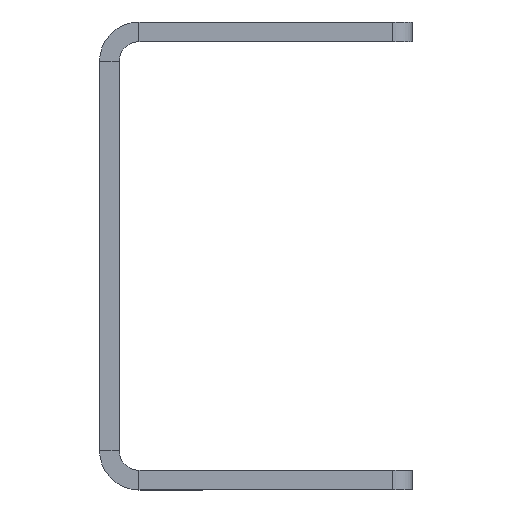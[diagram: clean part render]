
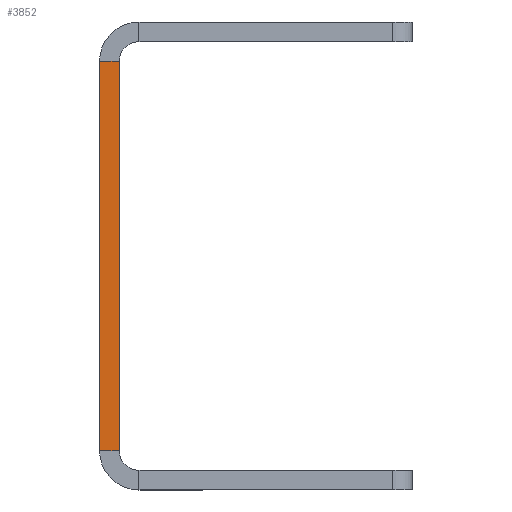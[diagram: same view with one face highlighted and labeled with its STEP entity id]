
A CAD part, left-side view. The second image highlights one B-rep face of the part: STEP entity #3852.
In plain terms, the highlighted planar face has unit normal (-1, 0, 0).
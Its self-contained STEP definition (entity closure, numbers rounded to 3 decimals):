
#88=PLANE('',#4160);
#282=FACE_OUTER_BOUND('',#490,.T.);
#490=EDGE_LOOP('',(#3131,#3132,#3133,#3134));
#878=LINE('',#6058,#1348);
#882=LINE('',#6067,#1352);
#885=LINE('',#6073,#1355);
#886=LINE('',#6074,#1356);
#1348=VECTOR('',#4908,10.);
#1352=VECTOR('',#4920,10.);
#1355=VECTOR('',#4925,10.);
#1356=VECTOR('',#4926,10.);
#1915=VERTEX_POINT('',#6055);
#1916=VERTEX_POINT('',#6057);
#1917=VERTEX_POINT('',#6066);
#1919=VERTEX_POINT('',#6072);
#2377=EDGE_CURVE('',#1916,#1915,#878,.T.);
#2382=EDGE_CURVE('',#1916,#1917,#882,.T.);
#2385=EDGE_CURVE('',#1915,#1919,#885,.T.);
#2386=EDGE_CURVE('',#1919,#1917,#886,.T.);
#3131=ORIENTED_EDGE('',*,*,#2377,.T.);
#3132=ORIENTED_EDGE('',*,*,#2385,.T.);
#3133=ORIENTED_EDGE('',*,*,#2386,.T.);
#3134=ORIENTED_EDGE('',*,*,#2382,.F.);
#3852=ADVANCED_FACE('',(#282),#88,.T.);
#4160=AXIS2_PLACEMENT_3D('',#6071,#4923,#4924);
#4908=DIRECTION('',(0.,1.,0.));
#4920=DIRECTION('',(0.,0.,-1.));
#4923=DIRECTION('center_axis',(-1.,0.,0.));
#4924=DIRECTION('ref_axis',(0.,0.,1.));
#4925=DIRECTION('',(0.,0.,-1.));
#4926=DIRECTION('',(0.,-1.,0.));
#6055=CARTESIAN_POINT('',(-64.,2.,47.038));
#6057=CARTESIAN_POINT('',(-64.,0.,47.038));
#6058=CARTESIAN_POINT('',(-64.,0.,47.038));
#6066=CARTESIAN_POINT('',(-64.,0.,7.562));
#6067=CARTESIAN_POINT('',(-64.,0.,79.3));
#6071=CARTESIAN_POINT('Origin',(-64.,0.,27.3));
#6072=CARTESIAN_POINT('',(-64.,2.,7.562));
#6073=CARTESIAN_POINT('',(-64.,2.,27.3));
#6074=CARTESIAN_POINT('',(-64.,0.,7.562));
